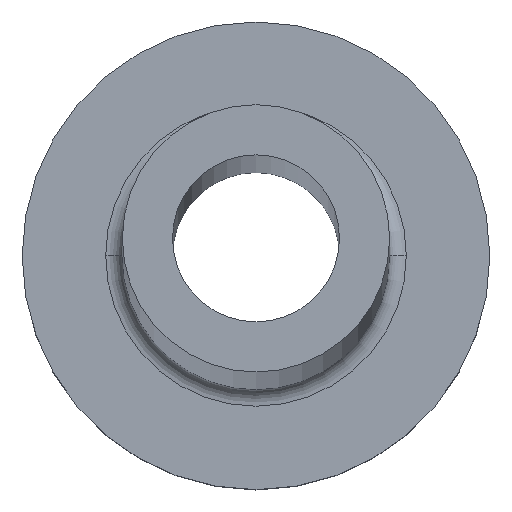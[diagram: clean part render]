
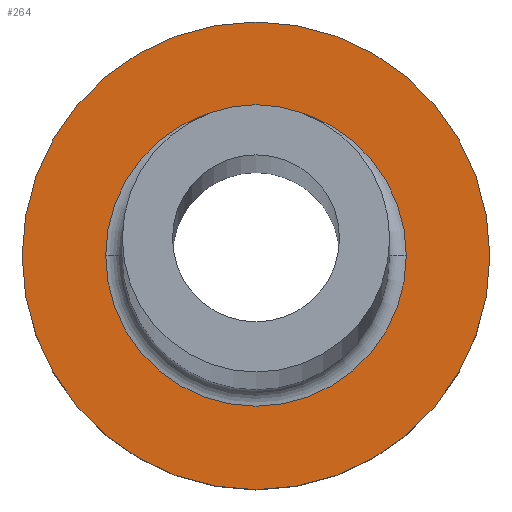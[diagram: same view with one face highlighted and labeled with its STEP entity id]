
A CAD part, top view. The second image highlights one B-rep face of the part: STEP entity #264.
In plain terms, the highlighted planar face has unit normal (0, 0, 1).
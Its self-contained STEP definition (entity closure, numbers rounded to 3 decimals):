
#17 = CARTESIAN_POINT ( 'NONE',  ( -4.5, 0., 5. ) ) ;
#24 = CARTESIAN_POINT ( 'NONE',  ( 0., 0., 5. ) ) ;
#27 = EDGE_CURVE ( 'NONE', #251, #288, #177, .T. ) ;
#52 = AXIS2_PLACEMENT_3D ( 'NONE', #356, #236, #63 ) ;
#61 = VERTEX_POINT ( 'NONE', #124 ) ;
#63 = DIRECTION ( 'NONE',  ( 1., 0., 0. ) ) ;
#78 = DIRECTION ( 'NONE',  ( 0., 0., 1. ) ) ;
#102 = EDGE_CURVE ( 'NONE', #178, #61, #160, .T. ) ;
#104 = EDGE_CURVE ( 'NONE', #61, #178, #249, .T. ) ;
#110 = EDGE_LOOP ( 'NONE', ( #200, #272 ) ) ;
#124 = CARTESIAN_POINT ( 'NONE',  ( 4.5, 0., 5. ) ) ;
#130 = DIRECTION ( 'NONE',  ( 1., 0., 0. ) ) ;
#133 = AXIS2_PLACEMENT_3D ( 'NONE', #213, #302, #130 ) ;
#136 = DIRECTION ( 'NONE',  ( 1., 0., 0. ) ) ;
#147 = FACE_BOUND ( 'NONE', #110, .T. ) ;
#159 = AXIS2_PLACEMENT_3D ( 'NONE', #345, #78, #315 ) ;
#160 = CIRCLE ( 'NONE', #133, 4.5 ) ;
#177 = CIRCLE ( 'NONE', #52, 7. ) ;
#178 = VERTEX_POINT ( 'NONE', #17 ) ;
#198 = AXIS2_PLACEMENT_3D ( 'NONE', #242, #243, #328 ) ;
#200 = ORIENTED_EDGE ( 'NONE', *, *, #104, .T. ) ;
#213 = CARTESIAN_POINT ( 'NONE',  ( 0., 0., 5. ) ) ;
#217 = ORIENTED_EDGE ( 'NONE', *, *, #238, .T. ) ;
#220 = CIRCLE ( 'NONE', #159, 7. ) ;
#223 = CARTESIAN_POINT ( 'NONE',  ( -7., 0., 5. ) ) ;
#227 = CARTESIAN_POINT ( 'NONE',  ( 7., 0., 5. ) ) ;
#236 = DIRECTION ( 'NONE',  ( 0., 0., 1. ) ) ;
#238 = EDGE_CURVE ( 'NONE', #288, #251, #220, .T. ) ;
#242 = CARTESIAN_POINT ( 'NONE',  ( 0., 0., 5. ) ) ;
#243 = DIRECTION ( 'NONE',  ( 0., 0., -1. ) ) ;
#249 = CIRCLE ( 'NONE', #198, 4.5 ) ;
#251 = VERTEX_POINT ( 'NONE', #227 ) ;
#264 = ADVANCED_FACE ( 'NONE', ( #147, #375 ), #370, .T. ) ;
#272 = ORIENTED_EDGE ( 'NONE', *, *, #102, .T. ) ;
#273 = DIRECTION ( 'NONE',  ( 0., 0., 1. ) ) ;
#288 = VERTEX_POINT ( 'NONE', #223 ) ;
#302 = DIRECTION ( 'NONE',  ( 0., 0., -1. ) ) ;
#314 = ORIENTED_EDGE ( 'NONE', *, *, #27, .T. ) ;
#315 = DIRECTION ( 'NONE',  ( 1., 0., 0. ) ) ;
#328 = DIRECTION ( 'NONE',  ( 1., 0., 0. ) ) ;
#344 = EDGE_LOOP ( 'NONE', ( #217, #314 ) ) ;
#345 = CARTESIAN_POINT ( 'NONE',  ( 0., 0., 5. ) ) ;
#356 = CARTESIAN_POINT ( 'NONE',  ( 0., 0., 5. ) ) ;
#363 = AXIS2_PLACEMENT_3D ( 'NONE', #24, #273, #136 ) ;
#370 = PLANE ( 'NONE',  #363 ) ;
#375 = FACE_OUTER_BOUND ( 'NONE', #344, .T. ) ;
